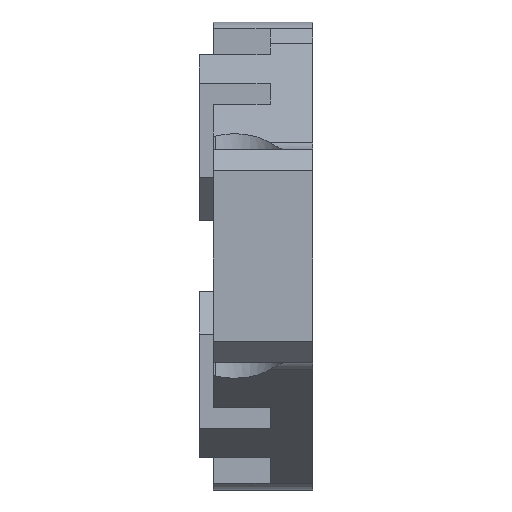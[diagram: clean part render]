
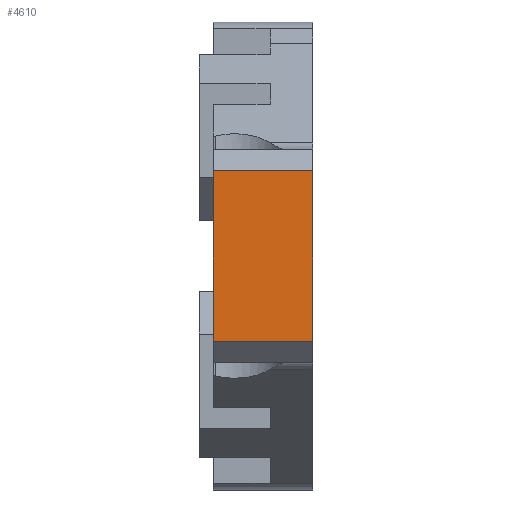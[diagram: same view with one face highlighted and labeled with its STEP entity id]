
A CAD part, front view. The second image highlights one B-rep face of the part: STEP entity #4610.
In plain terms, the highlighted planar face has unit normal (0, -1, 0).
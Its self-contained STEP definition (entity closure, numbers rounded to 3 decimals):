
#5 = CARTESIAN_POINT ( 'NONE',  ( -3., -56.5, 40.4 ) ) ;
#235 = AXIS2_PLACEMENT_3D ( 'NONE', #8066, #6767, #2198 ) ;
#472 = VECTOR ( 'NONE', #7162, 1000. ) ;
#509 = CARTESIAN_POINT ( 'NONE',  ( 11., -56.5, 16.4 ) ) ;
#883 = ORIENTED_EDGE ( 'NONE', *, *, #928, .T. ) ;
#928 = EDGE_CURVE ( 'NONE', #1305, #6005, #2791, .T. ) ;
#964 = ORIENTED_EDGE ( 'NONE', *, *, #7861, .F. ) ;
#1098 = CARTESIAN_POINT ( 'NONE',  ( -3., -56.5, 40.4 ) ) ;
#1305 = VERTEX_POINT ( 'NONE', #7779 ) ;
#1334 = DIRECTION ( 'NONE',  ( 0., 0., -1. ) ) ;
#1406 = ORIENTED_EDGE ( 'NONE', *, *, #5173, .T. ) ;
#2198 = DIRECTION ( 'NONE',  ( 0., 0., 1. ) ) ;
#2586 = CARTESIAN_POINT ( 'NONE',  ( 11., -56.5, 3. ) ) ;
#2791 = LINE ( 'NONE', #5, #6611 ) ;
#3959 = CARTESIAN_POINT ( 'NONE',  ( 11., -56.5, 16.4 ) ) ;
#4345 = PLANE ( 'NONE',  #235 ) ;
#4465 = CARTESIAN_POINT ( 'NONE',  ( -3., -56.5, 3. ) ) ;
#4597 = ORIENTED_EDGE ( 'NONE', *, *, #8775, .T. ) ;
#4610 = ADVANCED_FACE ( 'NONE', ( #5980 ), #4345, .F. ) ;
#4983 = VECTOR ( 'NONE', #9256, 1000. ) ;
#5173 = EDGE_CURVE ( 'NONE', #6005, #5237, #5755, .T. ) ;
#5237 = VERTEX_POINT ( 'NONE', #9853 ) ;
#5648 = VERTEX_POINT ( 'NONE', #509 ) ;
#5755 = LINE ( 'NONE', #4465, #9561 ) ;
#5980 = FACE_OUTER_BOUND ( 'NONE', #7627, .T. ) ;
#6005 = VERTEX_POINT ( 'NONE', #1098 ) ;
#6284 = DIRECTION ( 'NONE',  ( -1., 0., 0. ) ) ;
#6611 = VECTOR ( 'NONE', #6284, 1000. ) ;
#6767 = DIRECTION ( 'NONE',  ( 0., 1., 0. ) ) ;
#6778 = LINE ( 'NONE', #3959, #4983 ) ;
#6908 = LINE ( 'NONE', #2586, #472 ) ;
#7162 = DIRECTION ( 'NONE',  ( 0., 0., -1. ) ) ;
#7627 = EDGE_LOOP ( 'NONE', ( #1406, #4597, #964, #883 ) ) ;
#7779 = CARTESIAN_POINT ( 'NONE',  ( 11., -56.5, 40.4 ) ) ;
#7861 = EDGE_CURVE ( 'NONE', #1305, #5648, #6908, .T. ) ;
#8066 = CARTESIAN_POINT ( 'NONE',  ( -3., -56.5, 3. ) ) ;
#8775 = EDGE_CURVE ( 'NONE', #5237, #5648, #6778, .T. ) ;
#9256 = DIRECTION ( 'NONE',  ( 1., 0., 0. ) ) ;
#9561 = VECTOR ( 'NONE', #1334, 1000. ) ;
#9853 = CARTESIAN_POINT ( 'NONE',  ( -3., -56.5, 16.4 ) ) ;
